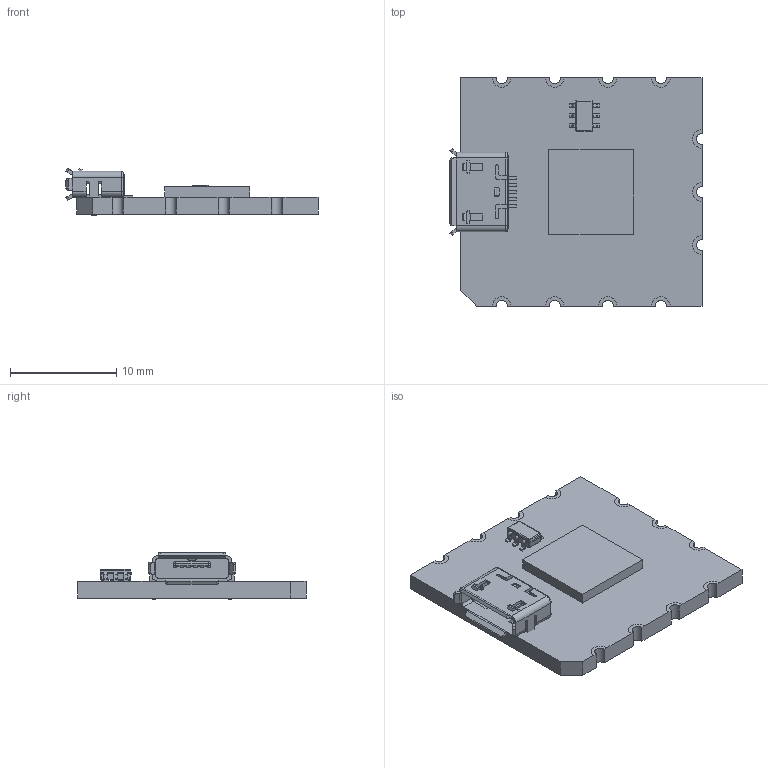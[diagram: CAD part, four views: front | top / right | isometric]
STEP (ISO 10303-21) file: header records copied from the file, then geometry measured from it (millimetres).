
FILE_DESCRIPTION(/* description */ ('Alibre Inc.'),/* implementation_level */ '2;1');
FILE_NAME(/* name */ 'export0',/* time_stamp */ '2016-05-11T14:41:09-07:00',/* author */ (''),/* organization */ (''),/* preprocessor_version */ 'ST-DEVELOPER v14',/* originating_system */ 'Alibre',/* authorisation */ '');
FILE_SCHEMA (('AUTOMOTIVE_DESIGN'));
Bounding box: 23.75 x 21.5 x 4.45 mm (x, y, z)
Volume: 883.2 mm3; surface area: 1544.6 mm2
Topology: 10 solids, 10 shells, 667 faces, 1843 edges, 1196 vertices
Faces by surface type: plane 404, cylinder 179, bspline 60, torus 12, sphere 12
Entity records: 19077 total; most frequent: CARTESIAN_POINT 3930, ORIENTED_EDGE 3318, DIRECTION 2539, EDGE_CURVE 1659, VECTOR 1167, LINE 1167, VERTEX_POINT 1076, AXIS2_PLACEMENT_3D 863
